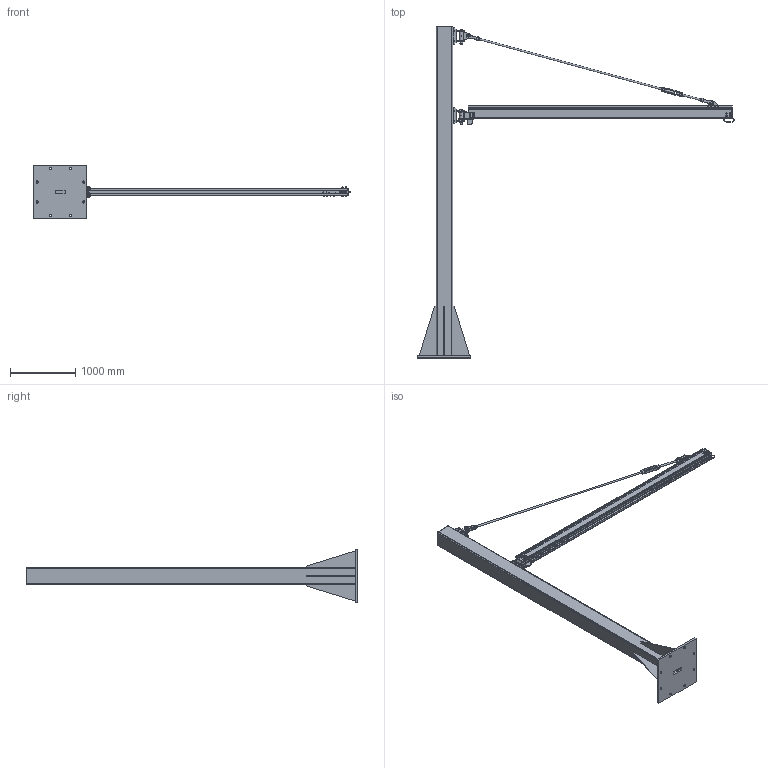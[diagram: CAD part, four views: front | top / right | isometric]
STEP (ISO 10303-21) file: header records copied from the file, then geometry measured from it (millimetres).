
FILE_DESCRIPTION(/* description */ (''),/* implementation_level */ '2;1');
FILE_NAME(/* name */ '98579.stp',/* time_stamp */ '2023-10-04T10:48:48-04:00',/* author */ ('MNHHW'),/* organization */ (''),/* preprocessor_version */ 'ST-DEVELOPER v18',/* originating_system */ 'Autodesk Inventor 2020',/* authorisation */ '');
FILE_SCHEMA (('AUTOMOTIVE_DESIGN { 1 0 10303 214 3 1 1 }'));
Length unit declared in the file: inch
Products named in the file (53): 98579; XXXXX COLUMN; 60125; TUBEX 10x10x3-8 ; 60170; 60130; XXXXX BOOM DX; 25876; 85330; 85330_1; 60101; 60102; 25885; 60085; 60080; 60090; 60075; 25880 - Copy; 60135; 60105; 56163; CSN 02 7421 - M6coned short; ANSI B18.2.1 - 1-8 UNC - 8.5; ANSI B18.2.2 - 1/2 - 13; ASTM F436 - 1; ETA8RWXX; 25553; AS 2465 - 1  UNC; ANSI B18.21.1 - 0.5; ANSI B18.2.1 - 1/2-13 UNC - 1.5; ANSI B18.2.1 - 1/2-13 UNC - 6; 3D11UYF4C.iam; 3D11PVF4C.ipt; 59945.ipt; ANSI B18.2.3.1M - M12 x 1.75 x 100; 24950; 3D111IE4C.iam; 3D11ZHE4C.ipt; 3D113IE4C.iam; 3D112IE4C.ipt ...
Assembly tree (105 placements, depth 5):
  98579
    XXXXX COLUMN
      60125
      TUBEX 10x10x3-8 
      60170
      60130  x4
    XXXXX BOOM DX
      25876  x2
        85330
        85330_1
        60101
        60102
      25885
        60135
        56163  x2
        60085
        60080
        60090  x2
        60075
        CSN 02 7421 - M6coned short
        ANSI B18.2.1 - 1-8 UNC - 8.5
        ASTM F436 - 1
        ANSI B18.2.2 - 1/2 - 13
      25880 - Copy
        60135
        60105
        56163  x2
        CSN 02 7421 - M6coned short
        ANSI B18.2.1 - 1-8 UNC - 8.5
        ANSI B18.2.2 - 1/2 - 13
        ASTM F436 - 1
      ETA8RWXX
      25553  x2
      AS 2465 - 1  UNC  x2
      ANSI B18.21.1 - 0.5  x4
      ANSI B18.2.1 - 1/2-13 UNC - 1.5  x4
      ANSI B18.2.1 - 1/2-13 UNC - 6  x4
      3D11DYC4A  x8
      3D11UYF4C.iam
        3D11PVF4C.ipt
        59945.ipt  x2
      ANSI B18.2.3.1M - M12 x 1.75 x 100  x4
      24950
        3D111IE4C.iam
          3D11ZHE4C.ipt
          3D110IE4B.ipt
        3D113IE4C.iam
          3D112IE4C.ipt
          3D110IE4B.ipt
        3D11DYC4A  x4
        3D11HIB4B.ipt  x4
        3D115IE4B.ipt
        3D11KKB4A.ipt  x2
      3D11ATB4A.ipt  x2
      ANSI B18.8.1 - 3/16 x 2 1/2 Extended Prong Square Cut Type  x4
      78126 D2
      78126 D2_1
      81016 D0
      81015 D0
      78125
Bounding box: 4840.64 x 5080 x 812.8 mm (x, y, z)
Volume: 98214953.3 mm3; surface area: 19127644 mm2
Topology: 101 solids, 101 shells, 2772 faces, 6656 edges, 3720 vertices
Faces by surface type: plane 850, bspline 628, cylinder 538, cone 372, torus 220, sphere 164
Full cylindrical faces by diameter (mm): 3 x2, 3.175 x3, 4.762 x2, 6 x2, 6.35 x6, 10.592 x18, 11.43 x4, 12 x4, 12.7 x12, 13.097 x12, 13.494 x4, 14.287 x28, 16.6 x4, 17.145 x8, 17.462 x12, 17.598 x4, 19.05 x4, 21.971 x8, 25.4 x10, 25.797 x4, 27 x2, 30.162 x4, 30.559 x1, 31.75 x3, 33.337 x8, 34.29 x2, 34.925 x2, 38.1 x8, 50.8 x2, 63.5 x4
Entity records: 41320 total; most frequent: CARTESIAN_POINT 12374, DIRECTION 5798, ORIENTED_EDGE 5572, EDGE_CURVE 2786, AXIS2_PLACEMENT_3D 2338, VERTEX_POINT 1734, EDGE_LOOP 1312, CIRCLE 1158
